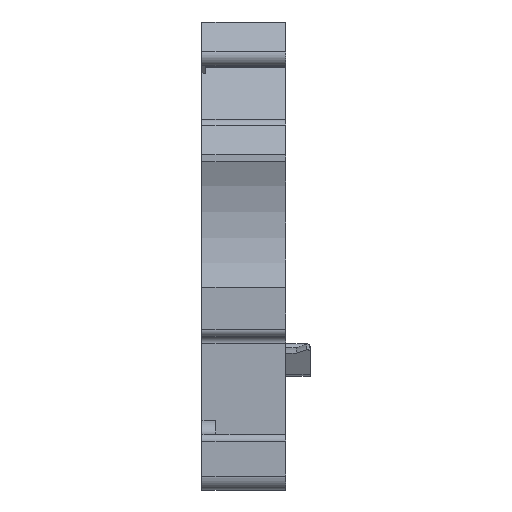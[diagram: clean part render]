
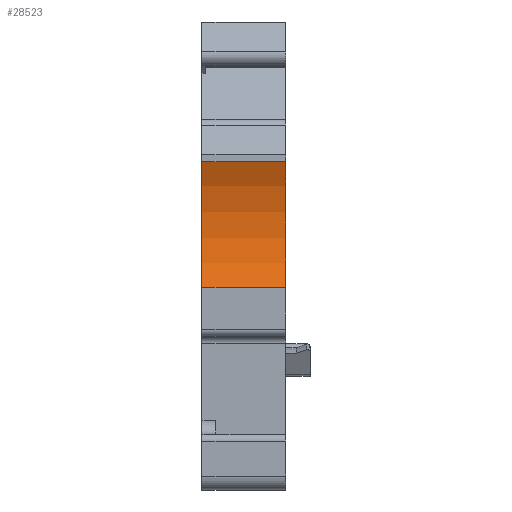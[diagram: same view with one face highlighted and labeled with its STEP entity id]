
A CAD part, left-side view. The second image highlights one B-rep face of the part: STEP entity #28523.
In plain terms, the highlighted cylindrical face has radius 10.625 mm (diameter 21.25 mm), a partial arc.
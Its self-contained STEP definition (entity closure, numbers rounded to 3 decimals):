
#160=CYLINDRICAL_SURFACE('',#29756,10.625);
#419=CIRCLE('',#29592,10.625);
#489=CIRCLE('',#29757,10.625);
#3815=ORIENTED_EDGE('',*,*,#8582,.T.);
#3816=ORIENTED_EDGE('',*,*,#8847,.T.);
#3817=ORIENTED_EDGE('',*,*,#8848,.F.);
#3818=ORIENTED_EDGE('',*,*,#8849,.T.);
#8582=EDGE_CURVE('',#11328,#11327,#419,.F.);
#8847=EDGE_CURVE('',#11327,#11508,#13559,.T.);
#8848=EDGE_CURVE('',#11509,#11508,#489,.T.);
#8849=EDGE_CURVE('',#11509,#11328,#13560,.F.);
#11327=VERTEX_POINT('',#43308);
#11328=VERTEX_POINT('',#43310);
#11508=VERTEX_POINT('',#43851);
#11509=VERTEX_POINT('',#43855);
#13559=LINE('',#43852,#15925);
#13560=LINE('',#43856,#15926);
#15925=VECTOR('',#33045,1000.);
#15926=VECTOR('',#33050,1000.);
#17822=EDGE_LOOP('',(#3815,#3816,#3817,#3818));
#19023=FACE_BOUND('',#17822,.T.);
#28523=ADVANCED_FACE('',(#19023),#160,.F.);
#29592=AXIS2_PLACEMENT_3D('',#43309,#32523,#32524);
#29756=AXIS2_PLACEMENT_3D('',#43853,#33046,#33047);
#29757=AXIS2_PLACEMENT_3D('',#43854,#33048,#33049);
#32523=DIRECTION('',(0.,-1.,0.));
#32524=DIRECTION('',(0.,0.,-1.));
#33045=DIRECTION('',(0.,-1.,0.));
#33046=DIRECTION('',(0.,-1.,0.));
#33047=DIRECTION('',(0.,0.,-1.));
#33048=DIRECTION('',(0.,1.,0.));
#33049=DIRECTION('',(-1.,0.,0.));
#33050=DIRECTION('',(0.,-1.,0.));
#43308=CARTESIAN_POINT('',(-36.75,0.,-2.25));
#43309=CARTESIAN_POINT('',(-46.375,0.,2.25));
#43310=CARTESIAN_POINT('',(-36.75,0.,6.75));
#43851=CARTESIAN_POINT('',(-36.75,-6.,-2.25));
#43852=CARTESIAN_POINT('',(-36.75,74.997,-2.25));
#43853=CARTESIAN_POINT('',(-46.375,74.997,2.25));
#43854=CARTESIAN_POINT('',(-46.375,-6.,2.25));
#43855=CARTESIAN_POINT('',(-36.75,-6.,6.75));
#43856=CARTESIAN_POINT('',(-36.75,74.997,6.75));
